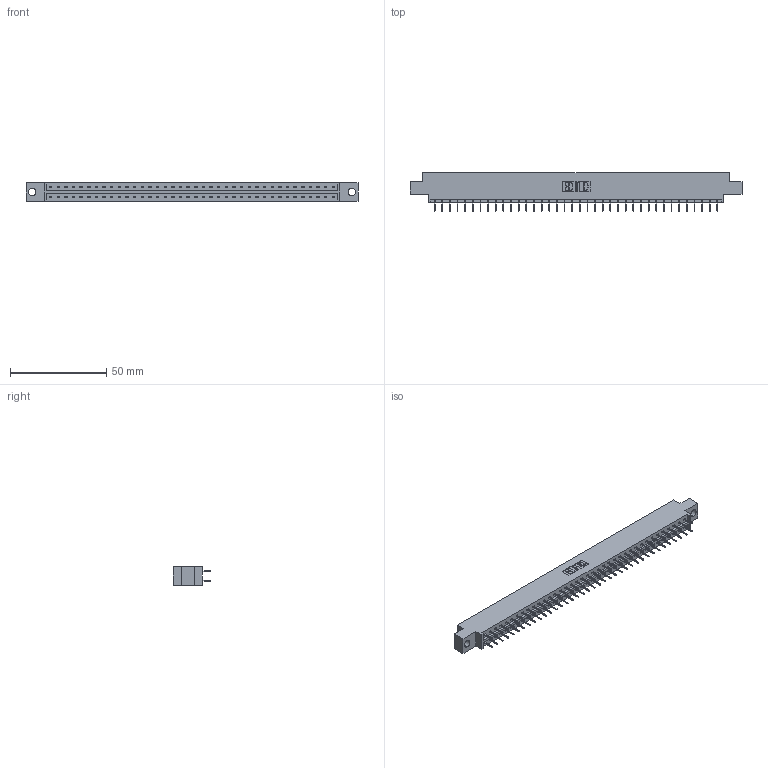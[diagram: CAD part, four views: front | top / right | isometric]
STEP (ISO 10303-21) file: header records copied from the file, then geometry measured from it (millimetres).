
FILE_DESCRIPTION (( 'STEP AP203' ), '1' );
FILE_NAME ('333-076-524-804.STEP', '2018-08-04T22:56:16', ( '' ), ( '' ), 'SwSTEP 2.0', 'SolidWorks 2016', '' );
FILE_SCHEMA (( 'CONFIG_CONTROL_DESIGN' ));
Length unit declared in the file: inch
Products named in the file (3): 333 Part_Offset - .156 Dia - TH; 345-292-001_345-293-124; 333-076-524-804
Assembly tree (77 placements, depth 2):
  333-076-524-804
    333 Part_Offset - .156 Dia - TH
    345-292-001_345-293-124  x76
Bounding box: 172.11 x 19.69 x 9.4 mm (x, y, z)
Volume: 17103.4 mm3; surface area: 19852.6 mm2
Topology: 77 solids, 77 shells, 4374 faces, 12407 edges, 7966 vertices
Faces by surface type: plane 3266, cylinder 1108
Entity records: 25173 total; most frequent: CARTESIAN_POINT 4178, ORIENTED_EDGE 4114, DIRECTION 3577, EDGE_CURVE 2057, VECTOR 1933, LINE 1933, VERTEX_POINT 1366, AXIS2_PLACEMENT_3D 822
